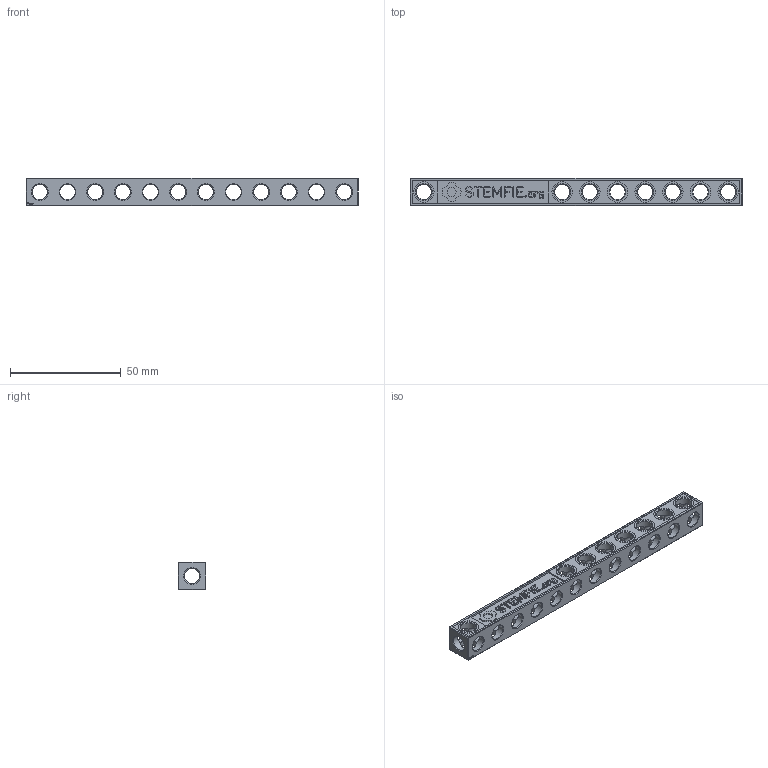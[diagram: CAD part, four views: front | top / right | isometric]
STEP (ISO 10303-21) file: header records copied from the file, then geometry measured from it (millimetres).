
FILE_DESCRIPTION(('FreeCAD Model'),'2;1');
FILE_NAME('Open CASCADE Shape Model','2023-11-10T18:41:25',(''),(''), 'Open CASCADE STEP processor 7.6','FreeCAD','Unknown');
FILE_SCHEMA(('AUTOMOTIVE_DESIGN { 1 0 10303 214 1 1 1 1 }'));
Products named in the file (1): Sign URL BEM STR ESS BU12x01x01 - SPN-SGN-0018 (stemfie.org)
Bounding box: 150 x 12.5 x 12.5 mm (x, y, z)
Volume: 11650.4 mm3; surface area: 10985.9 mm2
Topology: 1 solids, 1 shells, 808 faces, 2384 edges, 1590 vertices
Faces by surface type: plane 555, extrusion 138, cylinder 69, cone 46
Full cylindrical faces by diameter (mm): 7 x61, 9.2 x8
Entity records: 61825 total; most frequent: CARTESIAN_POINT 15713, DIRECTION 7891, VECTOR 5768, LINE 5630, ORIENTED_EDGE 4768, PCURVE 4768, DEFINITIONAL_REPRESENTATION 4768, EDGE_CURVE 2384
